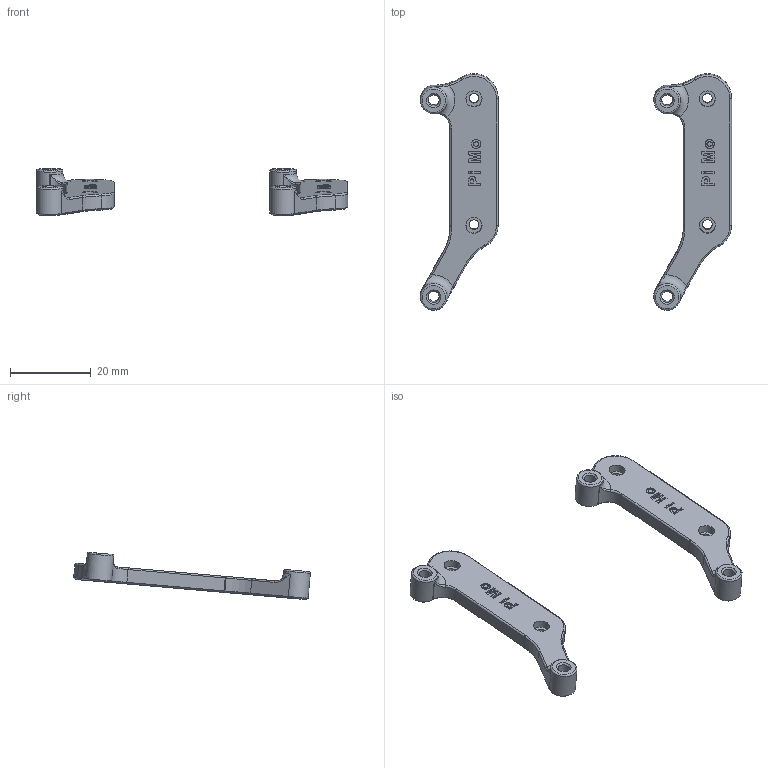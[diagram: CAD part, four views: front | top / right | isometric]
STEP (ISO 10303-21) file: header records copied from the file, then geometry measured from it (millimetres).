
FILE_DESCRIPTION(/* description */ (''),/* implementation_level */ '2;1');
FILE_NAME(/* name */ 'Pimoroni Pi 4 Heatsink Bracket.step',/* time_stamp */ '2023-01-07T22:26:48-05:00',/* author */ (''),/* organization */ (''),/* preprocessor_version */ 'ST-DEVELOPER v19.2',/* originating_system */ 'Autodesk Translation Framework v11.17.0.187',/* authorisation */ '');
FILE_SCHEMA (('AUTOMOTIVE_DESIGN { 1 0 10303 214 3 1 1 }'));
Length unit declared in the file: millimetre
Products named in the file (2): Raspberry_Bracket; raspberrypi_bracket_pimoroni
Assembly tree (1 placements, depth 2):
  Raspberry_Bracket
    raspberrypi_bracket_pimoroni
Bounding box: 77.3 x 58.77 x 11.75 mm (x, y, z)
Volume: 5279.3 mm3; surface area: 4254.1 mm2
Topology: 2 solids, 2 shells, 280 faces, 706 edges, 442 vertices
Faces by surface type: plane 108, bspline 74, cylinder 42, cone 34, torus 22
Full cylindrical faces by diameter (mm): 2.4 x4, 2.8 x4, 4 x8, 6.6 x4
Entity records: 9412 total; most frequent: CARTESIAN_POINT 3005, ORIENTED_EDGE 1400, DIRECTION 1150, EDGE_CURVE 700, VERTEX_POINT 442, AXIS2_PLACEMENT_3D 389, LINE 372, VECTOR 372
